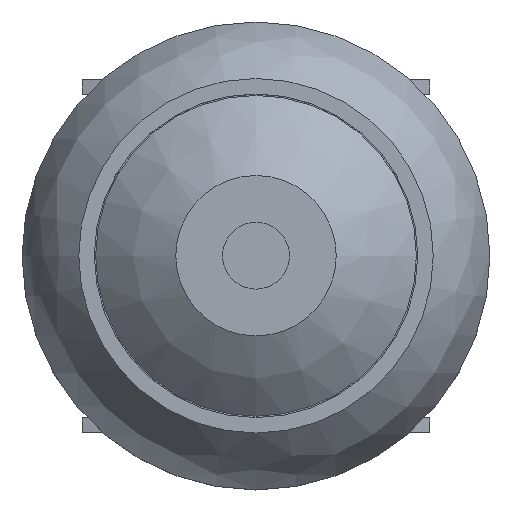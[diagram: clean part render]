
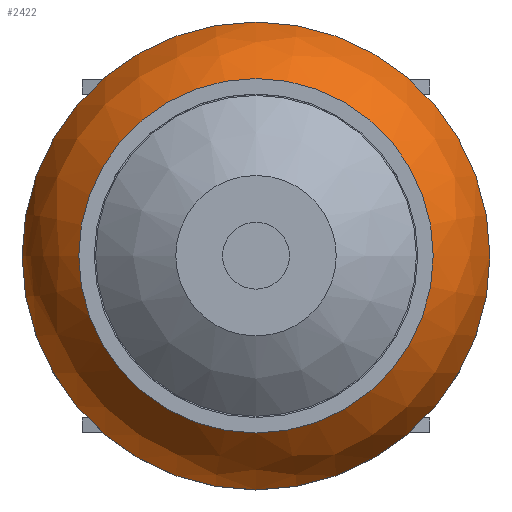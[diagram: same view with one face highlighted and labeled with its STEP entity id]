
A CAD part, top view. The second image highlights one B-rep face of the part: STEP entity #2422.
In plain terms, the highlighted free-form (B-spline) face has degree [2, 2] with [3, 9] control points.
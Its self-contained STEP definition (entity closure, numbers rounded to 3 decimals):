
#2358=CARTESIAN_POINT('',(6.63,5.,0.0));
#2359=VERTEX_POINT('',#2358);
#2360=CARTESIAN_POINT('',(0.0,5.,0.0));
#2361=DIRECTION('',(0.0,-1.0,0.0));
#2362=DIRECTION('',(1.0,0.0,0.0));
#2363=AXIS2_PLACEMENT_3D('',#2360,#2361,#2362);
#2364=CIRCLE('',#2363,6.63);
#2365=EDGE_CURVE('',#2359,#2359,#2364,.T.);
#2373=CARTESIAN_POINT('',(0.,5.,6.63));
#2374=CARTESIAN_POINT('',(0.,3.629,8.316));
#2375=CARTESIAN_POINT('',(0.,1.5,8.75));
#2376=CARTESIAN_POINT('',(6.63,5.,6.63));
#2377=CARTESIAN_POINT('',(8.316,3.629,8.316));
#2378=CARTESIAN_POINT('',(8.75,1.5,8.75));
#2379=CARTESIAN_POINT('',(6.63,5.,0.));
#2380=CARTESIAN_POINT('',(8.316,3.629,0.));
#2381=CARTESIAN_POINT('',(8.75,1.5,0.));
#2382=CARTESIAN_POINT('',(6.63,5.,-6.63));
#2383=CARTESIAN_POINT('',(8.316,3.629,-8.316));
#2384=CARTESIAN_POINT('',(8.75,1.5,-8.75));
#2385=CARTESIAN_POINT('',(0.,5.,-6.63));
#2386=CARTESIAN_POINT('',(0.,3.629,-8.316));
#2387=CARTESIAN_POINT('',(0.,1.5,-8.75));
#2388=CARTESIAN_POINT('',(-6.63,5.,-6.63));
#2389=CARTESIAN_POINT('',(-8.316,3.629,-8.316));
#2390=CARTESIAN_POINT('',(-8.75,1.5,-8.75));
#2391=CARTESIAN_POINT('',(-6.63,5.,0.));
#2392=CARTESIAN_POINT('',(-8.316,3.629,0.));
#2393=CARTESIAN_POINT('',(-8.75,1.5,0.));
#2394=CARTESIAN_POINT('',(-6.63,5.,6.63));
#2395=CARTESIAN_POINT('',(-8.316,3.629,8.316));
#2396=CARTESIAN_POINT('',(-8.75,1.5,8.75));
#2397=CARTESIAN_POINT('',(0.,5.,6.63));
#2398=CARTESIAN_POINT('',(0.,3.629,8.316));
#2399=CARTESIAN_POINT('',(0.,1.5,8.75));
#2407=(BOUNDED_SURFACE()B_SPLINE_SURFACE(2,2,((#2373,#2376,#2379,#2382,#2385,#2388,#2391,#2394,#2397),(#2374,#2377,#2380,#2383,#2386,#2389,#2392,#2395,#2398),(#2375,#2378,#2381,#2384,#2387,#2390,#2393,#2396,#2399)),.UNSPECIFIED.,.F.,.T.,.U.)B_SPLINE_SURFACE_WITH_KNOTS((3,3),(3,2,2,2,3),(-0.888,-0.201),(0.0,1.571,3.142,4.712,6.283),.UNSPECIFIED.)GEOMETRIC_REPRESENTATION_ITEM()RATIONAL_B_SPLINE_SURFACE(((1.0,0.707,1.0,0.707,1.0,0.707,1.0,0.707,1.0),(0.942,0.666,0.942,0.666,0.942,0.666,0.942,0.666,0.942),(1.0,0.707,1.0,0.707,1.0,0.707,1.0,0.707,1.0)))REPRESENTATION_ITEM('')SURFACE());
#2408=CARTESIAN_POINT('',(8.75,1.5,0.0));
#2409=VERTEX_POINT('',#2408);
#2410=CARTESIAN_POINT('',(0.0,1.5,0.0));
#2411=DIRECTION('',(0.0,-1.0,0.0));
#2412=DIRECTION('',(1.0,0.0,0.0));
#2413=AXIS2_PLACEMENT_3D('',#2410,#2411,#2412);
#2414=CIRCLE('',#2413,8.75);
#2415=EDGE_CURVE('',#2409,#2409,#2414,.T.);
#2416=ORIENTED_EDGE('',*,*,#2415,.F.);
#2417=EDGE_LOOP('',(#2416));
#2418=FACE_OUTER_BOUND('',#2417,.T.);
#2419=ORIENTED_EDGE('',*,*,#2365,.T.);
#2420=EDGE_LOOP('',(#2419));
#2421=FACE_BOUND('',#2420,.T.);
#2422=ADVANCED_FACE('',(#2418,#2421),#2407,.T.);
